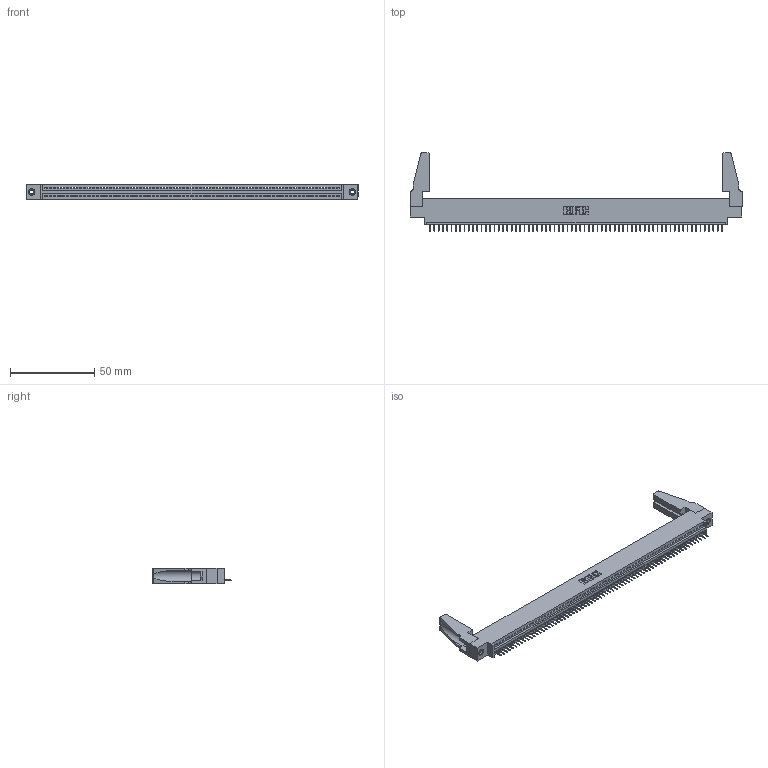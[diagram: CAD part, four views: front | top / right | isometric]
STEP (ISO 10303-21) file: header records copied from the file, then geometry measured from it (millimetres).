
FILE_DESCRIPTION (( 'STEP AP203' ), '1' );
FILE_NAME ('345-069-524-688.STEP', '2019-10-12T11:13:16', ( '' ), ( '' ), 'SwSTEP 2.0', 'SolidWorks 2016', '' );
FILE_SCHEMA (( 'CONFIG_CONTROL_DESIGN' ));
Length unit declared in the file: inch
Products named in the file (5): 345-220-078_345-220-088; 345-292-001_345-293-124; 345-069-524-688; 345 Part_0.170 Offset - 0.156 Dia-TH; 345-250-001_345-250-001-102
Assembly tree (74 placements, depth 2):
  345-069-524-688
    345 Part_0.170 Offset - 0.156 Dia-TH
    345-292-001_345-293-124  x69
    345-250-001_345-250-001-102  x2
    345-220-078_345-220-088  x2
Bounding box: 196.49 x 46.53 x 9.4 mm (x, y, z)
Volume: 21751 mm3; surface area: 27334 mm2
Topology: 74 solids, 74 shells, 4532 faces, 13087 edges, 8438 vertices
Faces by surface type: plane 3330, cylinder 1186, cone 12, torus 4
Entity records: 50650 total; most frequent: CARTESIAN_POINT 8761, ORIENTED_EDGE 8724, DIRECTION 7620, EDGE_CURVE 4362, VECTOR 3916, LINE 3916, VERTEX_POINT 2898, AXIS2_PLACEMENT_3D 1852
